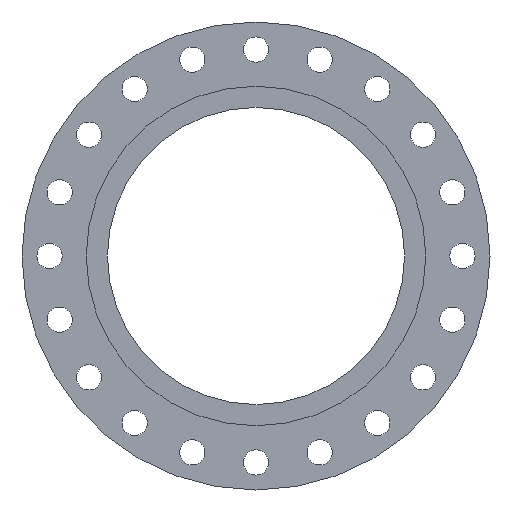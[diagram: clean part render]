
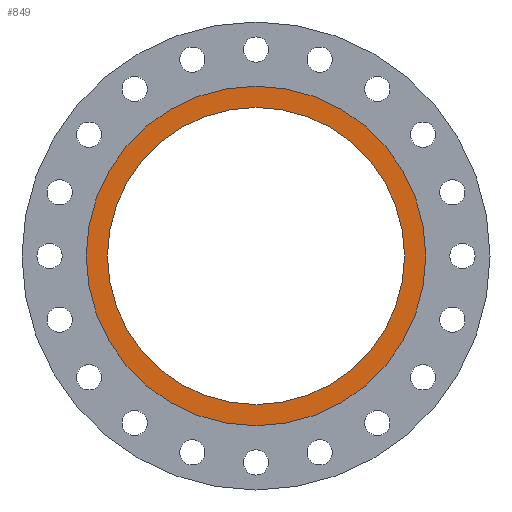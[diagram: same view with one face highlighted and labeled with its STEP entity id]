
A CAD part, left-side view. The second image highlights one B-rep face of the part: STEP entity #849.
In plain terms, the highlighted planar face has unit normal (-1, 0, 0).
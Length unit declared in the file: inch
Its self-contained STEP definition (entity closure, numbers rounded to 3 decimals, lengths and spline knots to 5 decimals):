
#134 = CIRCLE ( 'NONE', #296, 9.25 ) ;
#184 = DIRECTION ( 'NONE',  ( 0., 0., 1. ) ) ;
#219 = VERTEX_POINT ( 'NONE', #765 ) ;
#222 = DIRECTION ( 'NONE',  ( 0., 0., 1. ) ) ;
#229 = EDGE_LOOP ( 'NONE', ( #1034, #422 ) ) ;
#251 = EDGE_CURVE ( 'NONE', #659, #1415, #134, .T. ) ;
#254 = CARTESIAN_POINT ( 'NONE',  ( -0.14414, 0., 9.25 ) ) ;
#267 = AXIS2_PLACEMENT_3D ( 'NONE', #1048, #314, #184 ) ;
#296 = AXIS2_PLACEMENT_3D ( 'NONE', #655, #1105, #479 ) ;
#314 = DIRECTION ( 'NONE',  ( -1., 0., 0. ) ) ;
#355 = CARTESIAN_POINT ( 'NONE',  ( -0.14414, 0., 0. ) ) ;
#422 = ORIENTED_EDGE ( 'NONE', *, *, #251, .T. ) ;
#427 = AXIS2_PLACEMENT_3D ( 'NONE', #1187, #1915, #575 ) ;
#472 = EDGE_CURVE ( 'NONE', #1843, #219, #1701, .T. ) ;
#473 = ORIENTED_EDGE ( 'NONE', *, *, #598, .F. ) ;
#479 = DIRECTION ( 'NONE',  ( 0., 0., 1. ) ) ;
#514 = AXIS2_PLACEMENT_3D ( 'NONE', #865, #1932, #1774 ) ;
#575 = DIRECTION ( 'NONE',  ( 0., 0., 1. ) ) ;
#598 = EDGE_CURVE ( 'NONE', #219, #1843, #1386, .T. ) ;
#609 = EDGE_LOOP ( 'NONE', ( #712, #473 ) ) ;
#655 = CARTESIAN_POINT ( 'NONE',  ( -0.14414, 0., 0. ) ) ;
#659 = VERTEX_POINT ( 'NONE', #1139 ) ;
#711 = FACE_OUTER_BOUND ( 'NONE', #229, .T. ) ;
#712 = ORIENTED_EDGE ( 'NONE', *, *, #472, .F. ) ;
#725 = CARTESIAN_POINT ( 'NONE',  ( -0.14414, 0., 8.09375 ) ) ;
#765 = CARTESIAN_POINT ( 'NONE',  ( -0.14414, 0., -8.09375 ) ) ;
#849 = ADVANCED_FACE ( 'NONE', ( #711, #1766 ), #1321, .T. ) ;
#865 = CARTESIAN_POINT ( 'NONE',  ( -0.14414, 0., 0. ) ) ;
#872 = EDGE_CURVE ( 'NONE', #1415, #659, #1489, .T. ) ;
#1018 = AXIS2_PLACEMENT_3D ( 'NONE', #355, #1853, #222 ) ;
#1034 = ORIENTED_EDGE ( 'NONE', *, *, #872, .T. ) ;
#1048 = CARTESIAN_POINT ( 'NONE',  ( -0.14414, 0., 0. ) ) ;
#1105 = DIRECTION ( 'NONE',  ( -1., 0., 0. ) ) ;
#1139 = CARTESIAN_POINT ( 'NONE',  ( -0.14414, 0., -9.25 ) ) ;
#1187 = CARTESIAN_POINT ( 'NONE',  ( -0.14414, 0., 0. ) ) ;
#1321 = PLANE ( 'NONE',  #427 ) ;
#1386 = CIRCLE ( 'NONE', #267, 8.09375 ) ;
#1415 = VERTEX_POINT ( 'NONE', #254 ) ;
#1489 = CIRCLE ( 'NONE', #514, 9.25 ) ;
#1701 = CIRCLE ( 'NONE', #1018, 8.09375 ) ;
#1766 = FACE_BOUND ( 'NONE', #609, .T. ) ;
#1774 = DIRECTION ( 'NONE',  ( 0., 0., 1. ) ) ;
#1843 = VERTEX_POINT ( 'NONE', #725 ) ;
#1853 = DIRECTION ( 'NONE',  ( -1., 0., 0. ) ) ;
#1915 = DIRECTION ( 'NONE',  ( -1., 0., 0. ) ) ;
#1932 = DIRECTION ( 'NONE',  ( -1., 0., 0. ) ) ;
